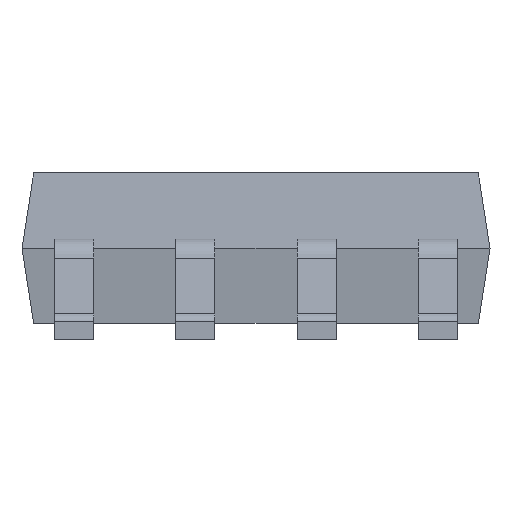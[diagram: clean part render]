
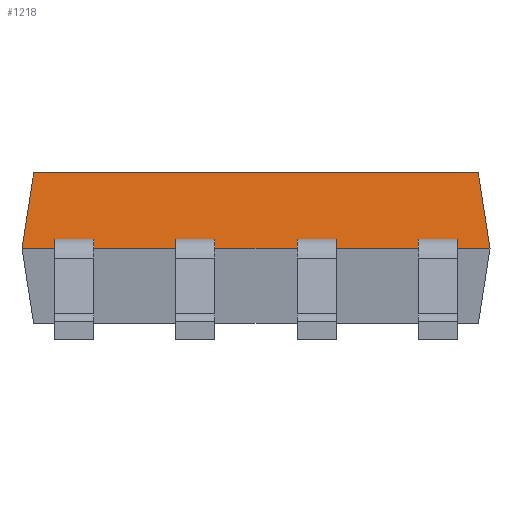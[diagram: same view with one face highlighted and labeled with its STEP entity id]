
A CAD part, left-side view. The second image highlights one B-rep face of the part: STEP entity #1218.
In plain terms, the highlighted free-form (B-spline) face has degree [1, 1] with [2, 2] control points.
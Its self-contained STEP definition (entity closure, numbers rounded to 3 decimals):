
#24 = VERTEX_POINT('',#25);
#25 = CARTESIAN_POINT('',(-1.85,-2.33,1.75));
#31 = EDGE_CURVE('',#24,#32,#34,.T.);
#32 = VERTEX_POINT('',#33);
#33 = CARTESIAN_POINT('',(-1.85,2.33,1.75));
#34 = LINE('',#35,#36);
#35 = CARTESIAN_POINT('',(-1.85,-2.33,1.75));
#36 = VECTOR('',#37,1.);
#37 = DIRECTION('',(0.,1.,0.));
#1023 = EDGE_CURVE('',#24,#1024,#1026,.T.);
#1024 = VERTEX_POINT('',#1025);
#1025 = CARTESIAN_POINT('',(-1.948,-2.453,0.963));
#1026 = B_SPLINE_CURVE_WITH_KNOTS('',1,(#1027,#1028),.UNSPECIFIED.,.F.,
  .F.,(2,2),(0.,1.),.PIECEWISE_BEZIER_KNOTS.);
#1027 = CARTESIAN_POINT('',(-1.85,-2.33,1.75));
#1028 = CARTESIAN_POINT('',(-1.948,-2.453,0.963));
#1218 = ADVANCED_FACE('',(#1219),#1384,.T.);
#1219 = FACE_BOUND('',#1220,.T.);
#1220 = EDGE_LOOP('',(#1221,#1222,#1223,#1230,#1238,#1250,#1257,#1269,
    #1277,#1287,#1294,#1304,#1312,#1322,#1329,#1339,#1347,#1359,#1366,
    #1378));
#1221 = ORIENTED_EDGE('',*,*,#1023,.F.);
#1222 = ORIENTED_EDGE('',*,*,#31,.T.);
#1223 = ORIENTED_EDGE('',*,*,#1224,.T.);
#1224 = EDGE_CURVE('',#32,#1225,#1227,.T.);
#1225 = VERTEX_POINT('',#1226);
#1226 = CARTESIAN_POINT('',(-1.948,2.453,0.963));
#1227 = B_SPLINE_CURVE_WITH_KNOTS('',1,(#1228,#1229),.UNSPECIFIED.,.F.,
  .F.,(2,2),(0.,1.),.PIECEWISE_BEZIER_KNOTS.);
#1228 = CARTESIAN_POINT('',(-1.85,2.33,1.75));
#1229 = CARTESIAN_POINT('',(-1.948,2.453,0.963));
#1230 = ORIENTED_EDGE('',*,*,#1231,.F.);
#1231 = EDGE_CURVE('',#1232,#1225,#1234,.T.);
#1232 = VERTEX_POINT('',#1233);
#1233 = CARTESIAN_POINT('',(-1.948,2.11,0.963));
#1234 = LINE('',#1235,#1236);
#1235 = CARTESIAN_POINT('',(-1.948,-2.453,0.963));
#1236 = VECTOR('',#1237,1.);
#1237 = DIRECTION('',(0.,1.,0.));
#1238 = ORIENTED_EDGE('',*,*,#1239,.F.);
#1239 = EDGE_CURVE('',#1240,#1232,#1242,.T.);
#1240 = VERTEX_POINT('',#1241);
#1241 = CARTESIAN_POINT('',(-1.936,2.11,1.058));
#1242 = B_SPLINE_CURVE_WITH_KNOTS('',6,(#1243,#1244,#1245,#1246,#1247,
    #1248,#1249),.UNSPECIFIED.,.F.,.F.,(7,7),(0.,1.),
  .PIECEWISE_BEZIER_KNOTS.);
#1243 = CARTESIAN_POINT('',(-1.936,2.11,1.058));
#1244 = CARTESIAN_POINT('',(-1.938,2.11,1.041));
#1245 = CARTESIAN_POINT('',(-1.939,2.11,1.028));
#1246 = CARTESIAN_POINT('',(-1.942,2.11,1.011));
#1247 = CARTESIAN_POINT('',(-1.944,2.11,0.989));
#1248 = CARTESIAN_POINT('',(-1.947,2.11,0.968));
#1249 = CARTESIAN_POINT('',(-1.948,2.11,0.963));
#1250 = ORIENTED_EDGE('',*,*,#1251,.T.);
#1251 = EDGE_CURVE('',#1240,#1252,#1254,.T.);
#1252 = VERTEX_POINT('',#1253);
#1253 = CARTESIAN_POINT('',(-1.936,1.7,1.058));
#1254 = B_SPLINE_CURVE_WITH_KNOTS('',1,(#1255,#1256),.UNSPECIFIED.,.F.,
  .F.,(2,2),(0.,1.),.PIECEWISE_BEZIER_KNOTS.);
#1255 = CARTESIAN_POINT('',(-1.936,2.11,1.058));
#1256 = CARTESIAN_POINT('',(-1.936,1.7,1.058));
#1257 = ORIENTED_EDGE('',*,*,#1258,.T.);
#1258 = EDGE_CURVE('',#1252,#1259,#1261,.T.);
#1259 = VERTEX_POINT('',#1260);
#1260 = CARTESIAN_POINT('',(-1.948,1.7,0.963));
#1261 = B_SPLINE_CURVE_WITH_KNOTS('',6,(#1262,#1263,#1264,#1265,#1266,
    #1267,#1268),.UNSPECIFIED.,.F.,.F.,(7,7),(0.,1.),
  .PIECEWISE_BEZIER_KNOTS.);
#1262 = CARTESIAN_POINT('',(-1.936,1.7,1.058));
#1263 = CARTESIAN_POINT('',(-1.938,1.7,1.039));
#1264 = CARTESIAN_POINT('',(-1.94,1.7,1.026));
#1265 = CARTESIAN_POINT('',(-1.942,1.7,1.009));
#1266 = CARTESIAN_POINT('',(-1.944,1.7,0.988));
#1267 = CARTESIAN_POINT('',(-1.947,1.7,0.967));
#1268 = CARTESIAN_POINT('',(-1.948,1.7,0.963));
#1269 = ORIENTED_EDGE('',*,*,#1270,.F.);
#1270 = EDGE_CURVE('',#1271,#1259,#1273,.T.);
#1271 = VERTEX_POINT('',#1272);
#1272 = CARTESIAN_POINT('',(-1.948,0.84,0.963));
#1273 = LINE('',#1274,#1275);
#1274 = CARTESIAN_POINT('',(-1.948,-2.453,0.963));
#1275 = VECTOR('',#1276,1.);
#1276 = DIRECTION('',(0.,1.,0.));
#1277 = ORIENTED_EDGE('',*,*,#1278,.F.);
#1278 = EDGE_CURVE('',#1279,#1271,#1281,.T.);
#1279 = VERTEX_POINT('',#1280);
#1280 = CARTESIAN_POINT('',(-1.936,0.84,1.058));
#1281 = B_SPLINE_CURVE_WITH_KNOTS('',4,(#1282,#1283,#1284,#1285,#1286),
  .UNSPECIFIED.,.F.,.F.,(5,5),(0.,1.),.PIECEWISE_BEZIER_KNOTS.);
#1282 = CARTESIAN_POINT('',(-1.936,0.84,1.058));
#1283 = CARTESIAN_POINT('',(-1.939,0.84,1.034));
#1284 = CARTESIAN_POINT('',(-1.942,0.84,1.01));
#1285 = CARTESIAN_POINT('',(-1.945,0.84,0.986));
#1286 = CARTESIAN_POINT('',(-1.948,0.84,0.963));
#1287 = ORIENTED_EDGE('',*,*,#1288,.T.);
#1288 = EDGE_CURVE('',#1279,#1289,#1291,.T.);
#1289 = VERTEX_POINT('',#1290);
#1290 = CARTESIAN_POINT('',(-1.936,0.43,1.058));
#1291 = B_SPLINE_CURVE_WITH_KNOTS('',1,(#1292,#1293),.UNSPECIFIED.,.F.,
  .F.,(2,2),(0.,1.),.PIECEWISE_BEZIER_KNOTS.);
#1292 = CARTESIAN_POINT('',(-1.936,0.84,1.058));
#1293 = CARTESIAN_POINT('',(-1.936,0.43,1.058));
#1294 = ORIENTED_EDGE('',*,*,#1295,.T.);
#1295 = EDGE_CURVE('',#1289,#1296,#1298,.T.);
#1296 = VERTEX_POINT('',#1297);
#1297 = CARTESIAN_POINT('',(-1.948,0.43,0.963));
#1298 = B_SPLINE_CURVE_WITH_KNOTS('',4,(#1299,#1300,#1301,#1302,#1303),
  .UNSPECIFIED.,.F.,.F.,(5,5),(0.,1.),.PIECEWISE_BEZIER_KNOTS.);
#1299 = CARTESIAN_POINT('',(-1.936,0.43,1.058));
#1300 = CARTESIAN_POINT('',(-1.939,0.43,1.034));
#1301 = CARTESIAN_POINT('',(-1.942,0.43,1.01));
#1302 = CARTESIAN_POINT('',(-1.945,0.43,0.986));
#1303 = CARTESIAN_POINT('',(-1.948,0.43,0.963));
#1304 = ORIENTED_EDGE('',*,*,#1305,.F.);
#1305 = EDGE_CURVE('',#1306,#1296,#1308,.T.);
#1306 = VERTEX_POINT('',#1307);
#1307 = CARTESIAN_POINT('',(-1.948,-0.43,0.963));
#1308 = LINE('',#1309,#1310);
#1309 = CARTESIAN_POINT('',(-1.948,-2.453,0.963));
#1310 = VECTOR('',#1311,1.);
#1311 = DIRECTION('',(0.,1.,0.));
#1312 = ORIENTED_EDGE('',*,*,#1313,.F.);
#1313 = EDGE_CURVE('',#1314,#1306,#1316,.T.);
#1314 = VERTEX_POINT('',#1315);
#1315 = CARTESIAN_POINT('',(-1.936,-0.43,1.058));
#1316 = B_SPLINE_CURVE_WITH_KNOTS('',4,(#1317,#1318,#1319,#1320,#1321),
  .UNSPECIFIED.,.F.,.F.,(5,5),(0.,1.),.PIECEWISE_BEZIER_KNOTS.);
#1317 = CARTESIAN_POINT('',(-1.936,-0.43,1.058));
#1318 = CARTESIAN_POINT('',(-1.939,-0.43,1.034));
#1319 = CARTESIAN_POINT('',(-1.942,-0.43,1.01));
#1320 = CARTESIAN_POINT('',(-1.945,-0.43,0.986));
#1321 = CARTESIAN_POINT('',(-1.948,-0.43,0.963));
#1322 = ORIENTED_EDGE('',*,*,#1323,.T.);
#1323 = EDGE_CURVE('',#1314,#1324,#1326,.T.);
#1324 = VERTEX_POINT('',#1325);
#1325 = CARTESIAN_POINT('',(-1.936,-0.84,1.058));
#1326 = B_SPLINE_CURVE_WITH_KNOTS('',1,(#1327,#1328),.UNSPECIFIED.,.F.,
  .F.,(2,2),(0.,1.),.PIECEWISE_BEZIER_KNOTS.);
#1327 = CARTESIAN_POINT('',(-1.936,-0.43,1.058));
#1328 = CARTESIAN_POINT('',(-1.936,-0.84,1.058));
#1329 = ORIENTED_EDGE('',*,*,#1330,.T.);
#1330 = EDGE_CURVE('',#1324,#1331,#1333,.T.);
#1331 = VERTEX_POINT('',#1332);
#1332 = CARTESIAN_POINT('',(-1.948,-0.84,0.963));
#1333 = B_SPLINE_CURVE_WITH_KNOTS('',4,(#1334,#1335,#1336,#1337,#1338),
  .UNSPECIFIED.,.F.,.F.,(5,5),(0.,1.),.PIECEWISE_BEZIER_KNOTS.);
#1334 = CARTESIAN_POINT('',(-1.936,-0.84,1.058));
#1335 = CARTESIAN_POINT('',(-1.939,-0.84,1.034));
#1336 = CARTESIAN_POINT('',(-1.942,-0.84,1.01));
#1337 = CARTESIAN_POINT('',(-1.945,-0.84,0.986));
#1338 = CARTESIAN_POINT('',(-1.948,-0.84,0.963));
#1339 = ORIENTED_EDGE('',*,*,#1340,.F.);
#1340 = EDGE_CURVE('',#1341,#1331,#1343,.T.);
#1341 = VERTEX_POINT('',#1342);
#1342 = CARTESIAN_POINT('',(-1.948,-1.7,0.963));
#1343 = LINE('',#1344,#1345);
#1344 = CARTESIAN_POINT('',(-1.948,-2.453,0.963));
#1345 = VECTOR('',#1346,1.);
#1346 = DIRECTION('',(0.,1.,0.));
#1347 = ORIENTED_EDGE('',*,*,#1348,.F.);
#1348 = EDGE_CURVE('',#1349,#1341,#1351,.T.);
#1349 = VERTEX_POINT('',#1350);
#1350 = CARTESIAN_POINT('',(-1.936,-1.7,1.058));
#1351 = B_SPLINE_CURVE_WITH_KNOTS('',6,(#1352,#1353,#1354,#1355,#1356,
    #1357,#1358),.UNSPECIFIED.,.F.,.F.,(7,7),(0.,1.),
  .PIECEWISE_BEZIER_KNOTS.);
#1352 = CARTESIAN_POINT('',(-1.936,-1.7,1.058));
#1353 = CARTESIAN_POINT('',(-1.938,-1.7,1.039));
#1354 = CARTESIAN_POINT('',(-1.94,-1.7,1.026));
#1355 = CARTESIAN_POINT('',(-1.942,-1.7,1.009));
#1356 = CARTESIAN_POINT('',(-1.944,-1.7,0.988));
#1357 = CARTESIAN_POINT('',(-1.947,-1.7,0.967));
#1358 = CARTESIAN_POINT('',(-1.948,-1.7,0.963));
#1359 = ORIENTED_EDGE('',*,*,#1360,.T.);
#1360 = EDGE_CURVE('',#1349,#1361,#1363,.T.);
#1361 = VERTEX_POINT('',#1362);
#1362 = CARTESIAN_POINT('',(-1.936,-2.11,1.058));
#1363 = B_SPLINE_CURVE_WITH_KNOTS('',1,(#1364,#1365),.UNSPECIFIED.,.F.,
  .F.,(2,2),(0.,1.),.PIECEWISE_BEZIER_KNOTS.);
#1364 = CARTESIAN_POINT('',(-1.936,-1.7,1.058));
#1365 = CARTESIAN_POINT('',(-1.936,-2.11,1.058));
#1366 = ORIENTED_EDGE('',*,*,#1367,.T.);
#1367 = EDGE_CURVE('',#1361,#1368,#1370,.T.);
#1368 = VERTEX_POINT('',#1369);
#1369 = CARTESIAN_POINT('',(-1.948,-2.11,0.963));
#1370 = B_SPLINE_CURVE_WITH_KNOTS('',6,(#1371,#1372,#1373,#1374,#1375,
    #1376,#1377),.UNSPECIFIED.,.F.,.F.,(7,7),(0.,1.),
  .PIECEWISE_BEZIER_KNOTS.);
#1371 = CARTESIAN_POINT('',(-1.936,-2.11,1.058));
#1372 = CARTESIAN_POINT('',(-1.938,-2.11,1.041));
#1373 = CARTESIAN_POINT('',(-1.939,-2.11,1.028));
#1374 = CARTESIAN_POINT('',(-1.942,-2.11,1.011));
#1375 = CARTESIAN_POINT('',(-1.944,-2.11,0.989));
#1376 = CARTESIAN_POINT('',(-1.947,-2.11,0.968));
#1377 = CARTESIAN_POINT('',(-1.948,-2.11,0.963));
#1378 = ORIENTED_EDGE('',*,*,#1379,.F.);
#1379 = EDGE_CURVE('',#1024,#1368,#1380,.T.);
#1380 = LINE('',#1381,#1382);
#1381 = CARTESIAN_POINT('',(-1.948,-2.453,0.963));
#1382 = VECTOR('',#1383,1.);
#1383 = DIRECTION('',(0.,1.,0.));
#1384 = B_SPLINE_SURFACE_WITH_KNOTS('',1,1,(
    (#1385,#1386)
    ,(#1387,#1388
    )),.UNSPECIFIED.,.F.,.F.,.F.,(2,2),(2,2),(0.,4.905),(0.,1.),
  .PIECEWISE_BEZIER_KNOTS.);
#1385 = CARTESIAN_POINT('',(-1.85,-2.33,1.75));
#1386 = CARTESIAN_POINT('',(-1.948,-2.453,0.963));
#1387 = CARTESIAN_POINT('',(-1.85,2.33,1.75));
#1388 = CARTESIAN_POINT('',(-1.948,2.453,0.963));
